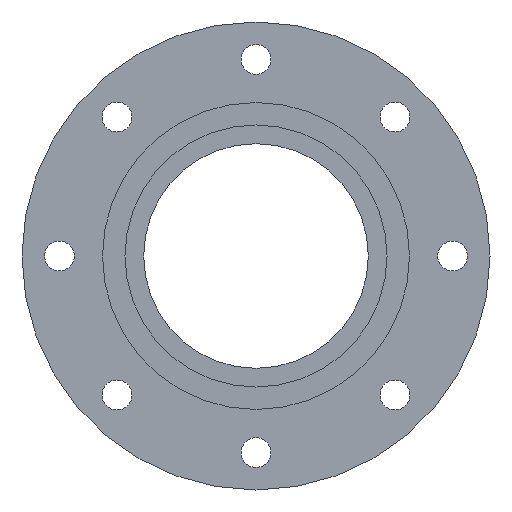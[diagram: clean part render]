
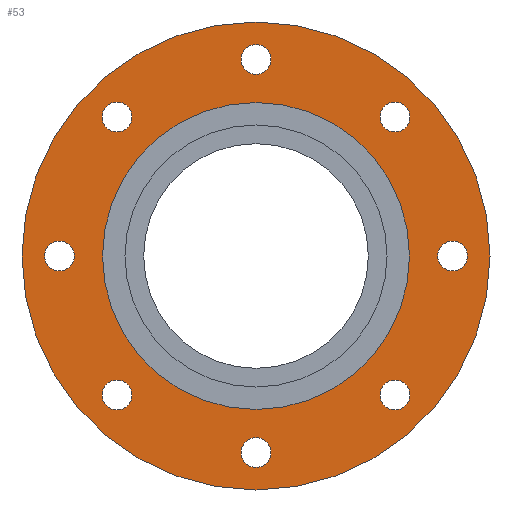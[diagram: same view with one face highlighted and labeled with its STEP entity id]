
A CAD part, left-side view. The second image highlights one B-rep face of the part: STEP entity #53.
In plain terms, the highlighted planar face has unit normal (-1, 0, 0).
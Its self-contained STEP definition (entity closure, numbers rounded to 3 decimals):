
#53=ADVANCED_FACE('',(#269,#271,#273,#275,#277,#279,#281,#283,#285,#287),#289,.T.);
#269=FACE_BOUND('',#270,.T.);
#270=EDGE_LOOP('',(#517));
#271=FACE_BOUND('',#272,.T.);
#272=EDGE_LOOP('',(#518));
#273=FACE_BOUND('',#274,.T.);
#274=EDGE_LOOP('',(#519));
#275=FACE_BOUND('',#276,.T.);
#276=EDGE_LOOP('',(#520));
#277=FACE_BOUND('',#278,.T.);
#278=EDGE_LOOP('',(#521));
#279=FACE_BOUND('',#280,.T.);
#280=EDGE_LOOP('',(#522));
#281=FACE_BOUND('',#282,.T.);
#282=EDGE_LOOP('',(#523));
#283=FACE_BOUND('',#284,.T.);
#284=EDGE_LOOP('',(#524));
#285=FACE_BOUND('',#286,.T.);
#286=EDGE_LOOP('',(#525));
#287=FACE_BOUND('',#288,.T.);
#288=EDGE_LOOP('',(#526));
#289=PLANE('',#290);
#290=AXIS2_PLACEMENT_3D('',#291,#292,#293);
#291=CARTESIAN_POINT('',(16.953,0.,0.));
#292=DIRECTION('',(-1.,0.,0.));
#293=DIRECTION('',(0.,-1.,0.));
#517=ORIENTED_EDGE('',*,*,#581,.T.);
#518=ORIENTED_EDGE('',*,*,#582,.T.);
#519=ORIENTED_EDGE('',*,*,#583,.T.);
#520=ORIENTED_EDGE('',*,*,#584,.T.);
#521=ORIENTED_EDGE('',*,*,#585,.T.);
#522=ORIENTED_EDGE('',*,*,#586,.T.);
#523=ORIENTED_EDGE('',*,*,#587,.T.);
#524=ORIENTED_EDGE('',*,*,#588,.T.);
#525=ORIENTED_EDGE('',*,*,#589,.F.);
#526=ORIENTED_EDGE('',*,*,#590,.T.);
#581=EDGE_CURVE('',#613,#613,#614,.T.);
#582=EDGE_CURVE('',#615,#615,#616,.F.);
#583=EDGE_CURVE('',#617,#617,#618,.F.);
#584=EDGE_CURVE('',#619,#619,#620,.F.);
#585=EDGE_CURVE('',#621,#621,#622,.F.);
#586=EDGE_CURVE('',#623,#623,#624,.F.);
#587=EDGE_CURVE('',#625,#625,#626,.F.);
#588=EDGE_CURVE('',#627,#627,#628,.F.);
#589=EDGE_CURVE('',#629,#629,#630,.T.);
#590=EDGE_CURVE('',#631,#631,#632,.F.);
#613=VERTEX_POINT('',#677);
#614=CIRCLE('',#678,125.);
#615=VERTEX_POINT('',#682);
#616=CIRCLE('',#683,8.);
#617=VERTEX_POINT('',#687);
#618=CIRCLE('',#688,8.);
#619=VERTEX_POINT('',#692);
#620=CIRCLE('',#693,8.);
#621=VERTEX_POINT('',#697);
#622=CIRCLE('',#698,8.);
#623=VERTEX_POINT('',#702);
#624=CIRCLE('',#703,8.);
#625=VERTEX_POINT('',#707);
#626=CIRCLE('',#708,8.);
#627=VERTEX_POINT('',#712);
#628=CIRCLE('',#713,8.);
#629=VERTEX_POINT('',#717);
#630=CIRCLE('',#718,82.);
#631=VERTEX_POINT('',#722);
#632=CIRCLE('',#723,8.);
#677=CARTESIAN_POINT('',(16.953,-125.,0.));
#678=AXIS2_PLACEMENT_3D('',#679,#680,#681);
#679=CARTESIAN_POINT('',(16.953,0.,0.));
#680=DIRECTION('',(-1.,0.,0.));
#681=DIRECTION('',(0.,-1.,0.));
#682=CARTESIAN_POINT('',(16.953,68.589,79.903));
#683=AXIS2_PLACEMENT_3D('',#684,#685,#686);
#684=CARTESIAN_POINT('',(16.953,74.246,74.246));
#685=DIRECTION('',(-1.,0.,0.));
#686=DIRECTION('',(0.,-0.707,0.707));
#687=CARTESIAN_POINT('',(16.953,-8.,105.));
#688=AXIS2_PLACEMENT_3D('',#689,#690,#691);
#689=CARTESIAN_POINT('',(16.953,0.,105.));
#690=DIRECTION('',(-1.,0.,0.));
#691=DIRECTION('',(0.,-1.,0.));
#692=CARTESIAN_POINT('',(16.953,-79.903,68.589));
#693=AXIS2_PLACEMENT_3D('',#694,#695,#696);
#694=CARTESIAN_POINT('',(16.953,-74.246,74.246));
#695=DIRECTION('',(-1.,0.,0.));
#696=DIRECTION('',(0.,-0.707,-0.707));
#697=CARTESIAN_POINT('',(16.953,-105.,-8.));
#698=AXIS2_PLACEMENT_3D('',#699,#700,#701);
#699=CARTESIAN_POINT('',(16.953,-105.,0.));
#700=DIRECTION('',(-1.,0.,0.));
#701=DIRECTION('',(0.,0.,-1.));
#702=CARTESIAN_POINT('',(16.953,-68.589,-79.903));
#703=AXIS2_PLACEMENT_3D('',#704,#705,#706);
#704=CARTESIAN_POINT('',(16.953,-74.246,-74.246));
#705=DIRECTION('',(-1.,0.,0.));
#706=DIRECTION('',(0.,0.707,-0.707));
#707=CARTESIAN_POINT('',(16.953,8.,-105.));
#708=AXIS2_PLACEMENT_3D('',#709,#710,#711);
#709=CARTESIAN_POINT('',(16.953,0.,-105.));
#710=DIRECTION('',(-1.,0.,0.));
#711=DIRECTION('',(0.,1.,0.));
#712=CARTESIAN_POINT('',(16.953,79.903,-68.589));
#713=AXIS2_PLACEMENT_3D('',#714,#715,#716);
#714=CARTESIAN_POINT('',(16.953,74.246,-74.246));
#715=DIRECTION('',(-1.,0.,0.));
#716=DIRECTION('',(0.,0.707,0.707));
#717=CARTESIAN_POINT('',(16.953,-82.,0.));
#718=AXIS2_PLACEMENT_3D('',#719,#720,#721);
#719=CARTESIAN_POINT('',(16.953,0.,0.));
#720=DIRECTION('',(-1.,0.,0.));
#721=DIRECTION('',(0.,-1.,0.));
#722=CARTESIAN_POINT('',(16.953,105.,8.));
#723=AXIS2_PLACEMENT_3D('',#724,#725,#726);
#724=CARTESIAN_POINT('',(16.953,105.,0.));
#725=DIRECTION('',(-1.,0.,0.));
#726=DIRECTION('',(0.,0.,1.));
